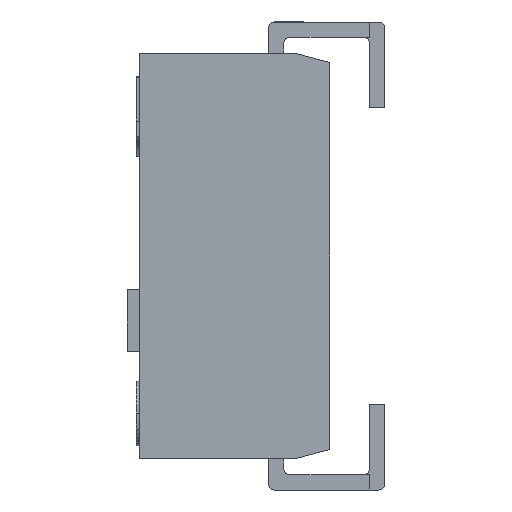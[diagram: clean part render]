
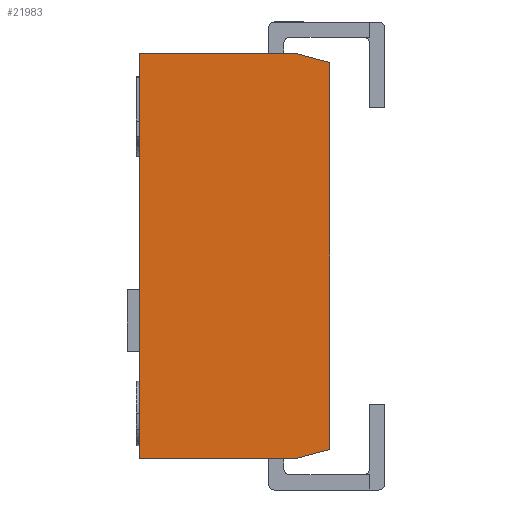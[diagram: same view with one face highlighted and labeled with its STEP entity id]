
A CAD part, left-side view. The second image highlights one B-rep face of the part: STEP entity #21983.
In plain terms, the highlighted planar face has unit normal (-1, 0, 0).
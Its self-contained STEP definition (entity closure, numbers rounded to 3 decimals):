
#271 = DIRECTION ( 'NONE',  ( 0., 0.966, 0.259 ) ) ;
#764 = CARTESIAN_POINT ( 'NONE',  ( 0., 3.1, 0. ) ) ;
#822 = ORIENTED_EDGE ( 'NONE', *, *, #15054, .F. ) ;
#931 = VERTEX_POINT ( 'NONE', #16118 ) ;
#1221 = FACE_OUTER_BOUND ( 'NONE', #18545, .T. ) ;
#1227 = LINE ( 'NONE', #6366, #12886 ) ;
#1362 = VERTEX_POINT ( 'NONE', #764 ) ;
#1387 = ORIENTED_EDGE ( 'NONE', *, *, #6532, .F. ) ;
#2222 = LINE ( 'NONE', #10534, #10022 ) ;
#2979 = LINE ( 'NONE', #6382, #16388 ) ;
#3039 = CARTESIAN_POINT ( 'NONE',  ( 0., 3.1, -6.6 ) ) ;
#3083 = VERTEX_POINT ( 'NONE', #12465 ) ;
#3189 = DIRECTION ( 'NONE',  ( 0., 0., 1. ) ) ;
#3920 = ORIENTED_EDGE ( 'NONE', *, *, #12043, .T. ) ;
#3947 = CARTESIAN_POINT ( 'NONE',  ( 0., 0., 0. ) ) ;
#4572 = VERTEX_POINT ( 'NONE', #17442 ) ;
#4607 = DIRECTION ( 'NONE',  ( 0., 0., 1. ) ) ;
#6003 = LINE ( 'NONE', #9273, #6338 ) ;
#6290 = EDGE_CURVE ( 'NONE', #21427, #931, #6003, .T. ) ;
#6338 = VECTOR ( 'NONE', #271, 1000. ) ;
#6366 = CARTESIAN_POINT ( 'NONE',  ( 0., 0., -6.6 ) ) ;
#6382 = CARTESIAN_POINT ( 'NONE',  ( 0., 0., -6.6 ) ) ;
#6532 = EDGE_CURVE ( 'NONE', #1362, #931, #7341, .T. ) ;
#7341 = LINE ( 'NONE', #3947, #9350 ) ;
#8346 = CARTESIAN_POINT ( 'NONE',  ( 0., 0., -6.6 ) ) ;
#9229 = DIRECTION ( 'NONE',  ( 0., -0.966, 0.259 ) ) ;
#9273 = CARTESIAN_POINT ( 'NONE',  ( 0., -1.613, -0.582 ) ) ;
#9350 = VECTOR ( 'NONE', #17443, 1000. ) ;
#9728 = ORIENTED_EDGE ( 'NONE', *, *, #18645, .T. ) ;
#10022 = VECTOR ( 'NONE', #9229, 1000. ) ;
#10534 = CARTESIAN_POINT ( 'NONE',  ( 0., 0.038, -6.46 ) ) ;
#10624 = CARTESIAN_POINT ( 'NONE',  ( 0., 0., -0.15 ) ) ;
#11792 = PLANE ( 'NONE',  #21335 ) ;
#12043 = EDGE_CURVE ( 'NONE', #3083, #21427, #1227, .T. ) ;
#12465 = CARTESIAN_POINT ( 'NONE',  ( 0., 0., -6.45 ) ) ;
#12886 = VECTOR ( 'NONE', #4607, 1000. ) ;
#14627 = CARTESIAN_POINT ( 'NONE',  ( 0., 3.1, -6.6 ) ) ;
#15054 = EDGE_CURVE ( 'NONE', #17981, #1362, #15342, .T. ) ;
#15342 = LINE ( 'NONE', #3039, #21087 ) ;
#15399 = DIRECTION ( 'NONE',  ( 0., -1., 0. ) ) ;
#15498 = ORIENTED_EDGE ( 'NONE', *, *, #6290, .T. ) ;
#16118 = CARTESIAN_POINT ( 'NONE',  ( 0., 0.56, 0. ) ) ;
#16388 = VECTOR ( 'NONE', #15399, 1000. ) ;
#16551 = ORIENTED_EDGE ( 'NONE', *, *, #16609, .T. ) ;
#16609 = EDGE_CURVE ( 'NONE', #17981, #4572, #2979, .T. ) ;
#17442 = CARTESIAN_POINT ( 'NONE',  ( 0., 0.56, -6.6 ) ) ;
#17443 = DIRECTION ( 'NONE',  ( 0., -1., 0. ) ) ;
#17981 = VERTEX_POINT ( 'NONE', #14627 ) ;
#18545 = EDGE_LOOP ( 'NONE', ( #16551, #9728, #3920, #15498, #1387, #822 ) ) ;
#18645 = EDGE_CURVE ( 'NONE', #4572, #3083, #2222, .T. ) ;
#18975 = DIRECTION ( 'NONE',  ( -1., 0., 0. ) ) ;
#20664 = DIRECTION ( 'NONE',  ( 0., 0., 1. ) ) ;
#21087 = VECTOR ( 'NONE', #20664, 1000. ) ;
#21335 = AXIS2_PLACEMENT_3D ( 'NONE', #8346, #18975, #3189 ) ;
#21427 = VERTEX_POINT ( 'NONE', #10624 ) ;
#21983 = ADVANCED_FACE ( 'NONE', ( #1221 ), #11792, .T. ) ;
